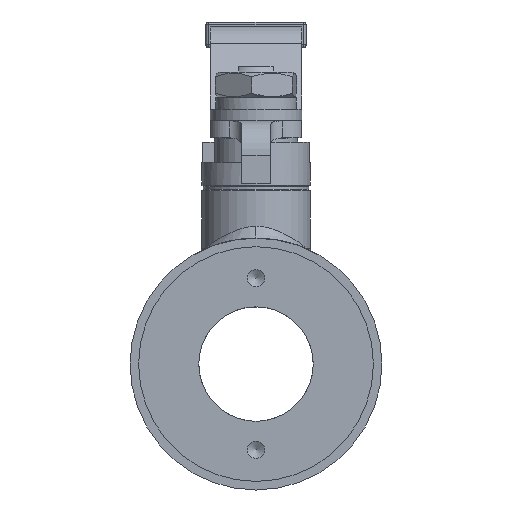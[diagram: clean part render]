
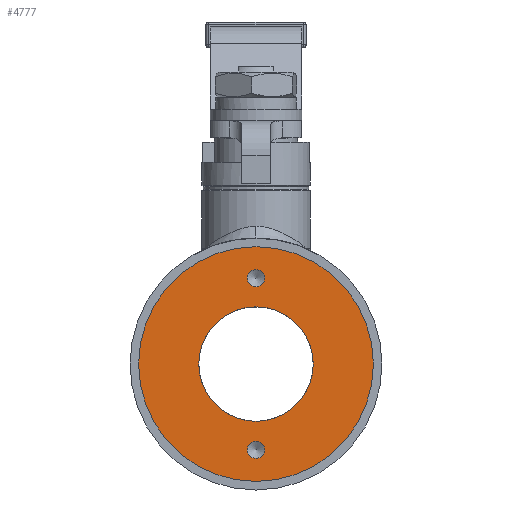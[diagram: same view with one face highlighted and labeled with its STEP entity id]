
A CAD part, front view. The second image highlights one B-rep face of the part: STEP entity #4777.
In plain terms, the highlighted face is planar.
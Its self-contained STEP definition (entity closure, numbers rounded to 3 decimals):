
#4580=CARTESIAN_POINT('',(21.5,-30.0,3.));
#4581=VERTEX_POINT('',#4580);
#4582=CARTESIAN_POINT('',(21.5,-30.0,0.));
#4583=DIRECTION('',(-1.0,0.0,0.0));
#4584=DIRECTION('',(0.0,0.0,1.0));
#4585=AXIS2_PLACEMENT_3D('',#4582,#4583,#4584);
#4586=CIRCLE('',#4585,3.0);
#4587=EDGE_CURVE('',#4581,#4581,#4586,.T.);
#4617=CARTESIAN_POINT('',(21.5,30.0,-3.0));
#4618=VERTEX_POINT('',#4617);
#4619=CARTESIAN_POINT('',(21.5,30.0,0.0));
#4620=DIRECTION('',(-1.0,0.0,0.0));
#4621=DIRECTION('',(0.0,0.0,-1.0));
#4622=AXIS2_PLACEMENT_3D('',#4619,#4620,#4621);
#4623=CIRCLE('',#4622,3.0);
#4624=EDGE_CURVE('',#4618,#4618,#4623,.T.);
#4737=CARTESIAN_POINT('',(21.5,41.,0.0));
#4738=VERTEX_POINT('',#4737);
#4739=CARTESIAN_POINT('',(21.5,0.0,0.0));
#4740=DIRECTION('',(1.0,0.0,0.0));
#4741=DIRECTION('',(0.0,1.0,0.0));
#4742=AXIS2_PLACEMENT_3D('',#4739,#4740,#4741);
#4743=CIRCLE('',#4742,41.);
#4744=EDGE_CURVE('',#4738,#4738,#4743,.T.);
#4752=CARTESIAN_POINT('',(21.5,30.5,0.0));
#4753=DIRECTION('',(1.0,0.0,0.0));
#4754=DIRECTION('',(0.0,0.0,-1.0));
#4755=AXIS2_PLACEMENT_3D('',#4752,#4753,#4754);
#4756=PLANE('',#4755);
#4757=ORIENTED_EDGE('',*,*,#4744,.T.);
#4758=EDGE_LOOP('',(#4757));
#4759=FACE_OUTER_BOUND('',#4758,.T.);
#4760=ORIENTED_EDGE('',*,*,#4587,.T.);
#4761=EDGE_LOOP('',(#4760));
#4762=FACE_BOUND('',#4761,.T.);
#4763=ORIENTED_EDGE('',*,*,#4624,.T.);
#4764=EDGE_LOOP('',(#4763));
#4765=FACE_BOUND('',#4764,.T.);
#4766=CARTESIAN_POINT('',(21.5,20.0,0.0));
#4767=VERTEX_POINT('',#4766);
#4768=CARTESIAN_POINT('',(21.5,0.0,0.0));
#4769=DIRECTION('',(1.0,0.0,0.0));
#4770=DIRECTION('',(0.0,1.0,0.0));
#4771=AXIS2_PLACEMENT_3D('',#4768,#4769,#4770);
#4772=CIRCLE('',#4771,20.0);
#4773=EDGE_CURVE('',#4767,#4767,#4772,.T.);
#4774=ORIENTED_EDGE('',*,*,#4773,.F.);
#4775=EDGE_LOOP('',(#4774));
#4776=FACE_BOUND('',#4775,.T.);
#4777=ADVANCED_FACE('',(#4759,#4762,#4765,#4776),#4756,.T.);
